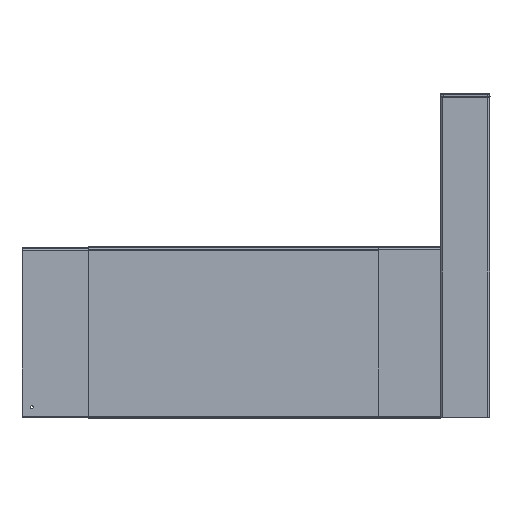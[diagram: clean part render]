
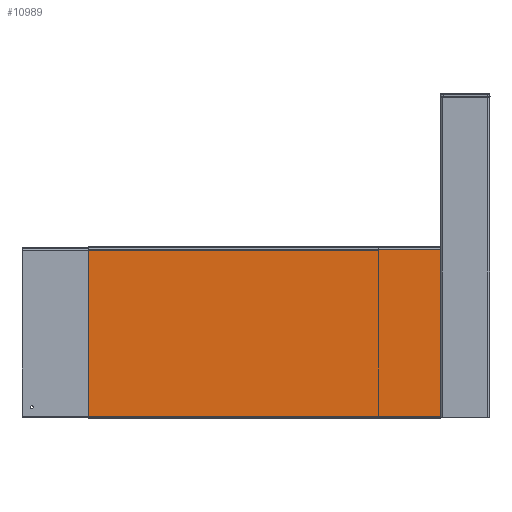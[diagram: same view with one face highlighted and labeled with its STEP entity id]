
A CAD part, left-side view. The second image highlights one B-rep face of the part: STEP entity #10989.
In plain terms, the highlighted planar face has unit normal (-1, 0, 0).
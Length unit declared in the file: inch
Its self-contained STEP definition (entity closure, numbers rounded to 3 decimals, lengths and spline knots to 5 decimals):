
#1327=DIRECTION('',(0.,0.,-1.));
#1328=VECTOR('',#1327,10.727);
#1329=CARTESIAN_POINT('',(-5.938,0.,10.768));
#1330=LINE('',#1329,#1328);
#1418=DIRECTION('',(0.,1.,0.));
#1419=VECTOR('',#1418,22.6);
#1420=CARTESIAN_POINT('',(-5.938,0.,0.041));
#1421=LINE('',#1420,#1419);
#1498=DIRECTION('',(0.,1.,0.));
#1499=VECTOR('',#1498,22.6);
#1500=CARTESIAN_POINT('',(-5.938,0.,10.768));
#1501=LINE('',#1500,#1499);
#1516=DIRECTION('',(0.,0.,-1.));
#1517=VECTOR('',#1516,10.727);
#1518=CARTESIAN_POINT('',(-5.938,22.6,10.768));
#1519=LINE('',#1518,#1517);
#8218=CARTESIAN_POINT('',(-5.938,22.6,10.768));
#8220=VERTEX_POINT('',#8218);
#8221=CARTESIAN_POINT('',(-5.938,22.6,0.041));
#8222=VERTEX_POINT('',#8221);
#8251=CARTESIAN_POINT('',(-5.938,0.,10.768));
#8252=VERTEX_POINT('',#8251);
#8253=CARTESIAN_POINT('',(-5.938,0.,0.041));
#8254=VERTEX_POINT('',#8253);
#10977=CARTESIAN_POINT('',(-5.938,0.,10.768));
#10978=DIRECTION('',(1.,0.,0.));
#10979=DIRECTION('',(0.,0.,-1.));
#10980=AXIS2_PLACEMENT_3D('',#10977,#10978,#10979);
#10981=PLANE('',#10980);
#10982=ORIENTED_EDGE('',*,*,#10692,.T.);
#10983=ORIENTED_EDGE('',*,*,#10757,.T.);
#10985=ORIENTED_EDGE('',*,*,#10984,.F.);
#10986=ORIENTED_EDGE('',*,*,#10969,.F.);
#10987=EDGE_LOOP('',(#10982,#10983,#10985,#10986));
#10988=FACE_OUTER_BOUND('',#10987,.F.);
#10989=ADVANCED_FACE('',(#10988),#10981,.F.);
#10692=EDGE_CURVE('',#8252,#8254,#1330,.T.);
#10757=EDGE_CURVE('',#8254,#8222,#1421,.T.);
#10969=EDGE_CURVE('',#8252,#8220,#1501,.T.);
#10984=EDGE_CURVE('',#8220,#8222,#1519,.T.);
